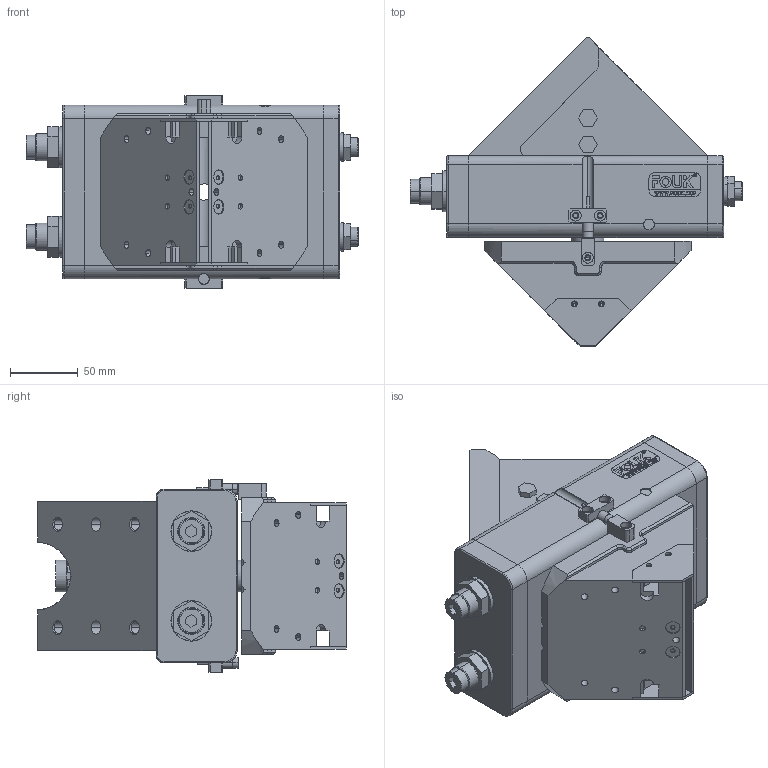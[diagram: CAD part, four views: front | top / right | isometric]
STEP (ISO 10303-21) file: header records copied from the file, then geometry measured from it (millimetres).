
FILE_DESCRIPTION (( 'STEP AP203' ), '1' );
FILE_NAME ('TG40.STEP', '2024-12-19T01:23:11', ( 'USER-' ), ( 'Microsoft' ), 'SwSTEP 2.0', 'SolidWorks 2018', '' );
FILE_SCHEMA (( 'CONFIG_CONTROL_DESIGN' ));
Length unit declared in the file: millimetre
Products named in the file (28): TG40.sldasm-Part-20; TG40.sldasm-Part-12; TG40.sldasm-Part-19; TG40.sldasm-Part-26; TG40.sldasm-Part-6; TG40; TG40.sldasm-Part-34; TG40.sldasm-Part-25; TG40.sldasm-Part-9; M14-1.5-70蹟翐; TG40.sldasm-Part-21; M14杶蚾; TG40.sldasm-Part-37; 38x18-R5; TG40.sldasm-Part-41; TG40.sldasm-Part-8; TG40-M-05遣喳傷裔; TG40.sldasm-Part-29; TG40.sldasm-Part-13; TG40.sldasm-Part-35; TG40.sldasm-Part-7; TG40-M-02眻褒輸; TG40-M-12 茞癹弇傷裔; TG40.sldasm-Part-14; TG40.sldasm-Part-22; TG40.sldasm-Part-27; TG40.sldasm-Part-11; TG40.sldasm-Part-28
Assembly tree (29 placements, depth 2):
  TG40
    TG40.sldasm-Part-6
    TG40.sldasm-Part-7
    TG40.sldasm-Part-8
    TG40.sldasm-Part-9
    TG40.sldasm-Part-11
    TG40.sldasm-Part-12
    TG40.sldasm-Part-13
    TG40.sldasm-Part-14
    TG40.sldasm-Part-19
    TG40.sldasm-Part-20
    TG40.sldasm-Part-21
    TG40.sldasm-Part-22
    TG40.sldasm-Part-25
    TG40.sldasm-Part-26
    TG40.sldasm-Part-27
    TG40.sldasm-Part-28
    TG40.sldasm-Part-29
    TG40.sldasm-Part-34
    TG40.sldasm-Part-35
    TG40.sldasm-Part-37
    TG40.sldasm-Part-41
    TG40-M-12 茞癹弇傷裔
    M14杶蚾  x2
    M14-1.5-70蹟翐  x2
    TG40-M-02眻褒輸
    TG40-M-05遣喳傷裔
    38x18-R5
Bounding box: 244.5 x 227 x 142 mm (x, y, z)
Volume: 2973422.5 mm3; surface area: 296668.6 mm2
Topology: 31 solids, 41 shells, 1357 faces, 3396 edges, 2182 vertices
Faces by surface type: plane 631, cylinder 370, cone 162, bspline 155, torus 39
Entity records: 47808 total; most frequent: CARTESIAN_POINT 13763, ORIENTED_EDGE 6548, DIRECTION 6161, EDGE_CURVE 3274, VERTEX_POINT 2126, AXIS2_PLACEMENT_3D 2102, LINE 1957, VECTOR 1957
